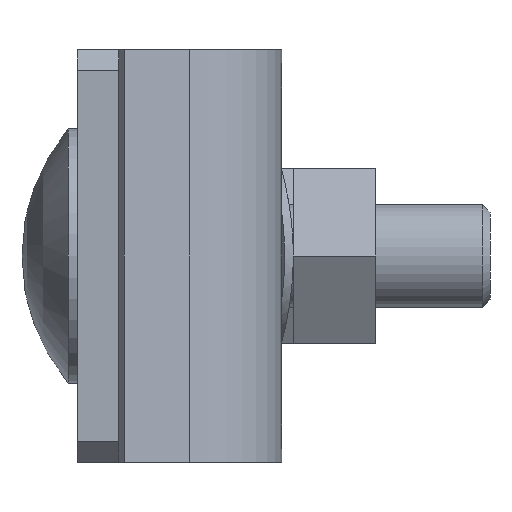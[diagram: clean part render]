
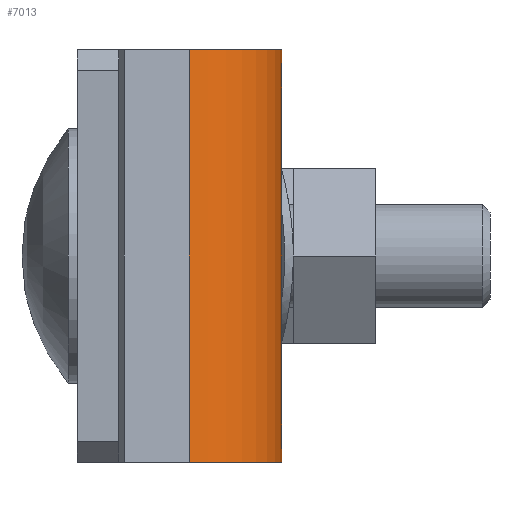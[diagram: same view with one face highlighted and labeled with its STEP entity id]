
A CAD part, left-side view. The second image highlights one B-rep face of the part: STEP entity #7013.
In plain terms, the highlighted cylindrical face has radius 11 mm (diameter 22 mm), a partial arc.
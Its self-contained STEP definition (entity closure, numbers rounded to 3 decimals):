
#5625=DIRECTION('',(0.,0.,1.));
#5626=VECTOR('',#5625,5.078);
#5627=CARTESIAN_POINT('',(-76.511,131.5,-191.));
#5628=LINE('',#5627,#5626);
#5656=CARTESIAN_POINT('',(-79.654,124.29,
-183.298));
#5657=CARTESIAN_POINT('',(-78.656,125.306,
-183.668));
#5658=CARTESIAN_POINT('',(-77.195,127.548,
-184.484));
#5659=CARTESIAN_POINT('',(-76.574,130.118,
-185.419));
#5660=CARTESIAN_POINT('',(-76.511,131.5,-185.922));
#5662=CARTESIAN_POINT('',(-87.5,132.,-191.));
#5663=DIRECTION('',(0.,0.,-1.));
#5664=DIRECTION('',(0.999,-0.045,0.));
#5665=AXIS2_PLACEMENT_3D('',#5662,#5663,#5664);
#5667=DIRECTION('',(0.,0.,-1.));
#5668=VECTOR('',#5667,40.);
#5669=CARTESIAN_POINT('',(-98.418,130.659,-151.));
#5670=LINE('',#5669,#5668);
#5671=CARTESIAN_POINT('',(-87.5,132.,-151.));
#5672=DIRECTION('',(0.,0.,1.));
#5673=DIRECTION('',(-0.993,-0.122,0.));
#5674=AXIS2_PLACEMENT_3D('',#5671,#5672,#5673);
#5676=DIRECTION('',(0.,0.,-1.));
#5677=VECTOR('',#5676,5.078);
#5678=CARTESIAN_POINT('',(-76.511,131.5,-151.));
#5679=LINE('',#5678,#5677);
#5680=CARTESIAN_POINT('',(-76.511,131.5,-156.078));
#5681=CARTESIAN_POINT('',(-76.574,130.118,
-156.581));
#5682=CARTESIAN_POINT('',(-77.195,127.548,
-157.516));
#5683=CARTESIAN_POINT('',(-78.656,125.306,
-158.332));
#5684=CARTESIAN_POINT('',(-79.654,124.29,
-158.702));
#5686=DIRECTION('',(0.,0.,1.));
#5687=VECTOR('',#5686,15.199);
#5688=CARTESIAN_POINT('',(-87.5,121.,-178.6));
#5689=LINE('',#5688,#5687);
#5690=CARTESIAN_POINT('',(-87.5,121.,-178.6));
#5691=CARTESIAN_POINT('',(-87.024,121.,-178.921));
#5692=CARTESIAN_POINT('',(-86.086,121.061,
-179.553));
#5693=CARTESIAN_POINT('',(-84.72,121.328,
-180.46));
#5694=CARTESIAN_POINT('',(-83.447,121.746,
-181.279));
#5695=CARTESIAN_POINT('',(-82.292,122.285,
-181.983));
#5696=CARTESIAN_POINT('',(-81.272,122.908,
-182.558));
#5697=CARTESIAN_POINT('',(-80.389,123.585,
-183.001));
#5698=CARTESIAN_POINT('',(-79.885,124.055,
-183.212));
#5699=CARTESIAN_POINT('',(-79.654,124.29,
-183.298));
#5884=CARTESIAN_POINT('',(-87.5,121.,-163.4));
#5885=CARTESIAN_POINT('',(-87.024,121.,-163.079));
#5886=CARTESIAN_POINT('',(-86.086,121.061,
-162.447));
#5887=CARTESIAN_POINT('',(-84.72,121.328,
-161.54));
#5888=CARTESIAN_POINT('',(-83.447,121.746,
-160.721));
#5889=CARTESIAN_POINT('',(-82.292,122.285,
-160.017));
#5890=CARTESIAN_POINT('',(-81.272,122.908,
-159.442));
#5891=CARTESIAN_POINT('',(-80.389,123.585,
-158.999));
#5892=CARTESIAN_POINT('',(-79.885,124.055,
-158.787));
#5893=CARTESIAN_POINT('',(-79.654,124.29,
-158.702));
#5972=CARTESIAN_POINT('',(-87.5,121.,-163.4));
#5974=VERTEX_POINT('',#5972);
#5978=CARTESIAN_POINT('',(-87.5,121.,-178.6));
#5979=VERTEX_POINT('',#5978);
#5988=CARTESIAN_POINT('',(-98.418,130.659,-151.));
#5989=CARTESIAN_POINT('',(-98.418,130.659,-191.));
#5990=VERTEX_POINT('',#5988);
#5991=VERTEX_POINT('',#5989);
#6016=CARTESIAN_POINT('',(-76.511,131.5,-151.));
#6017=CARTESIAN_POINT('',(-76.511,131.5,-156.078));
#6018=VERTEX_POINT('',#6016);
#6019=VERTEX_POINT('',#6017);
#6020=CARTESIAN_POINT('',(-76.511,131.5,-191.));
#6021=CARTESIAN_POINT('',(-76.511,131.5,-185.922));
#6022=VERTEX_POINT('',#6020);
#6023=VERTEX_POINT('',#6021);
#6024=VERTEX_POINT('',#5893);
#6025=VERTEX_POINT('',#5699);
#6992=CARTESIAN_POINT('',(-87.5,132.,-151.));
#6993=DIRECTION('',(0.,0.,1.));
#6994=DIRECTION('',(-1.,0.,0.));
#6995=AXIS2_PLACEMENT_3D('',#6992,#6993,#6994);
#6996=CYLINDRICAL_SURFACE('',#6995,11.);
#6997=ORIENTED_EDGE('',*,*,#6947,.T.);
#6998=ORIENTED_EDGE('',*,*,#6932,.F.);
#7000=ORIENTED_EDGE('',*,*,#6999,.T.);
#7002=ORIENTED_EDGE('',*,*,#7001,.F.);
#7003=ORIENTED_EDGE('',*,*,#6894,.T.);
#7004=ORIENTED_EDGE('',*,*,#6921,.T.);
#7006=ORIENTED_EDGE('',*,*,#7005,.T.);
#7008=ORIENTED_EDGE('',*,*,#7007,.F.);
#7009=ORIENTED_EDGE('',*,*,#6972,.F.);
#7010=ORIENTED_EDGE('',*,*,#6962,.T.);
#7011=EDGE_LOOP('',(#6997,#6998,#7000,#7002,#7003,#7004,#7006,#7008,#7009,
#7010));
#7012=FACE_OUTER_BOUND('',#7011,.F.);
#7013=ADVANCED_FACE('',(#7012),#6996,.T.);
#5661=B_SPLINE_CURVE_WITH_KNOTS('',3,(#5656,#5657,#5658,#5659,#5660),
.UNSPECIFIED.,.F.,.F.,(4,1,4),(0.,0.5,1.),.UNSPECIFIED.);
#5666=CIRCLE('',#5665,11.);
#5675=CIRCLE('',#5674,11.);
#5685=B_SPLINE_CURVE_WITH_KNOTS('',3,(#5680,#5681,#5682,#5683,#5684),
.UNSPECIFIED.,.F.,.F.,(4,1,4),(0.,0.5,1.),.UNSPECIFIED.);
#5700=B_SPLINE_CURVE_WITH_KNOTS('',3,(#5690,#5691,#5692,#5693,#5694,#5695,#5696,
#5697,#5698,#5699),.UNSPECIFIED.,.F.,.F.,(4,1,1,1,1,1,1,4),(0.,
0.143,0.286,0.429,0.571,
0.714,0.857,1.),.UNSPECIFIED.);
#5894=B_SPLINE_CURVE_WITH_KNOTS('',3,(#5884,#5885,#5886,#5887,#5888,#5889,#5890,
#5891,#5892,#5893),.UNSPECIFIED.,.F.,.F.,(4,1,1,1,1,1,1,4),(0.,
0.143,0.286,0.429,0.571,
0.714,0.857,1.),.UNSPECIFIED.);
#6894=EDGE_CURVE('',#5990,#6018,#5675,.T.);
#6921=EDGE_CURVE('',#6018,#6019,#5679,.T.);
#6932=EDGE_CURVE('',#6022,#6023,#5628,.T.);
#6947=EDGE_CURVE('',#6025,#6023,#5661,.T.);
#6962=EDGE_CURVE('',#5979,#6025,#5700,.T.);
#6972=EDGE_CURVE('',#5979,#5974,#5689,.T.);
#6999=EDGE_CURVE('',#6022,#5991,#5666,.T.);
#7001=EDGE_CURVE('',#5990,#5991,#5670,.T.);
#7005=EDGE_CURVE('',#6019,#6024,#5685,.T.);
#7007=EDGE_CURVE('',#5974,#6024,#5894,.T.);
